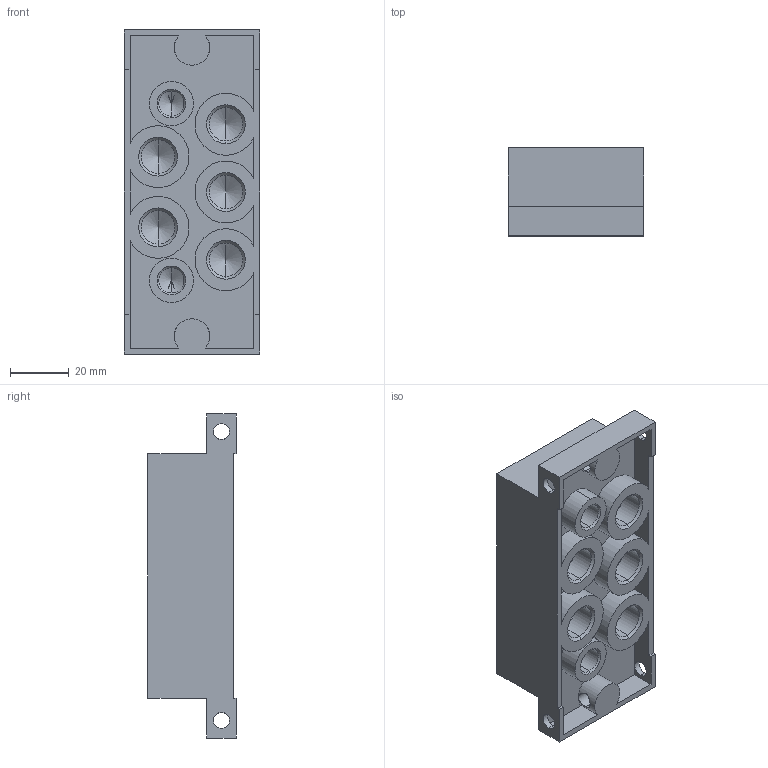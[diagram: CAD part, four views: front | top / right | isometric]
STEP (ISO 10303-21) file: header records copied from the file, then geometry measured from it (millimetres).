
FILE_DESCRIPTION (( 'STEP AP203' ), '1' );
FILE_NAME ('HSB-1BN.step', '2022-04-19T17:45:15', ( '' ), ( '' ), 'SwSTEP 2.0', 'SolidWorks 2021', '' );
FILE_SCHEMA (( 'CONFIG_CONTROL_DESIGN' ));
Length unit declared in the file: millimetre
Products named in the file (1): HSB-1BN
Bounding box: 46 x 30 x 110 mm (x, y, z)
Volume: 97492 mm3; surface area: 27105.2 mm2
Topology: 1 solids, 1 shells, 143 faces, 356 edges, 221 vertices
Faces by surface type: cylinder 59, plane 56, cone 28
Entity records: 4413 total; most frequent: CARTESIAN_POINT 883, DIRECTION 746, ORIENTED_EDGE 684, EDGE_CURVE 342, AXIS2_PLACEMENT_3D 268, VERTEX_POINT 221, VECTOR 210, LINE 210
